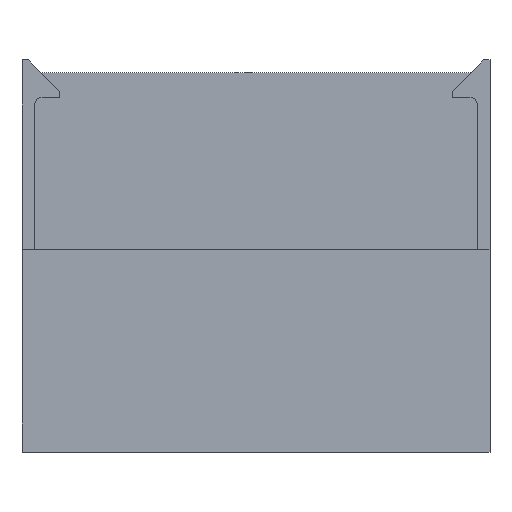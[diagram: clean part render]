
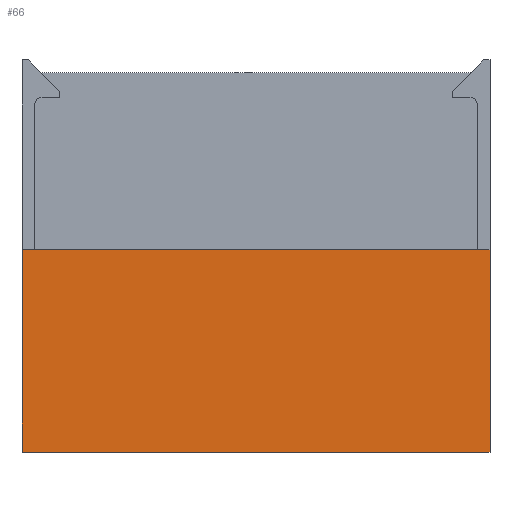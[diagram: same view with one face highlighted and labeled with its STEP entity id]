
A CAD part, front view. The second image highlights one B-rep face of the part: STEP entity #66.
In plain terms, the highlighted planar face has unit normal (0, -1, 0).
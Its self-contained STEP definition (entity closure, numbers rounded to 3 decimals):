
#66=ADVANCED_FACE('',(#135),#105,.F.);
#105=PLANE('',#817);
#135=FACE_OUTER_BOUND('',#174,.T.);
#174=EDGE_LOOP('',(#274,#275,#276,#277));
#274=ORIENTED_EDGE('',*,*,#562,.T.);
#275=ORIENTED_EDGE('',*,*,#539,.F.);
#276=ORIENTED_EDGE('',*,*,#563,.T.);
#277=ORIENTED_EDGE('',*,*,#544,.T.);
#446=VERTEX_POINT('',#1104);
#462=VERTEX_POINT('',#1138);
#465=VERTEX_POINT('',#1148);
#466=VERTEX_POINT('',#1150);
#539=EDGE_CURVE('',#462,#446,#645,.T.);
#544=EDGE_CURVE('',#466,#465,#650,.T.);
#562=EDGE_CURVE('',#465,#446,#663,.T.);
#563=EDGE_CURVE('',#462,#466,#664,.T.);
#645=LINE('',#1139,#738);
#650=LINE('',#1149,#743);
#663=LINE('',#1182,#756);
#664=LINE('',#1183,#757);
#738=VECTOR('',#905,1.);
#743=VECTOR('',#914,1.);
#756=VECTOR('',#939,1.);
#757=VECTOR('',#940,1.);
#817=AXIS2_PLACEMENT_3D('',#1184,#941,#942);
#905=DIRECTION('',(0.,0.,-1.));
#914=DIRECTION('',(0.,0.,-1.));
#939=DIRECTION('',(1.,0.,0.));
#940=DIRECTION('',(-1.,0.,0.));
#941=DIRECTION('',(0.,1.,0.));
#942=DIRECTION('',(0.,0.,1.));
#1104=CARTESIAN_POINT('',(51.17,-10.602,0.));
#1138=CARTESIAN_POINT('',(51.17,-10.602,16.));
#1139=CARTESIAN_POINT('',(51.17,-10.602,1.));
#1148=CARTESIAN_POINT('',(14.17,-10.602,0.));
#1149=CARTESIAN_POINT('',(14.17,-10.602,1.));
#1150=CARTESIAN_POINT('',(14.17,-10.602,16.));
#1182=CARTESIAN_POINT('',(14.17,-10.602,0.));
#1183=CARTESIAN_POINT('',(51.17,-10.602,16.));
#1184=CARTESIAN_POINT('',(14.17,-10.602,1.));
